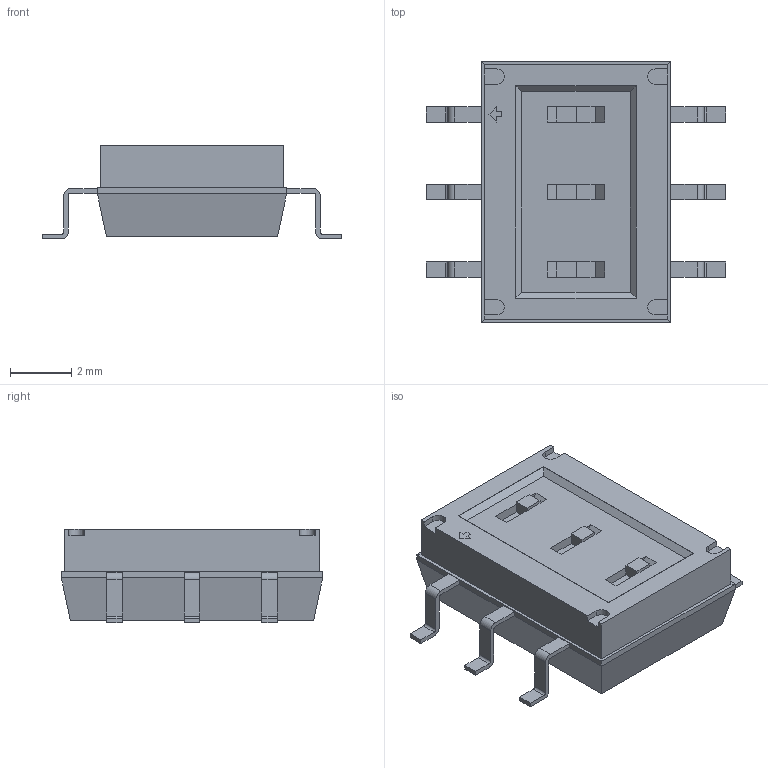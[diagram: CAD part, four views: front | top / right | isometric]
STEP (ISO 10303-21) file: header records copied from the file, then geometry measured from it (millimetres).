
FILE_DESCRIPTION(/* description */ ('model of SW_DIP_SPSTx03_Slide_Omron_A6S-310x_W8.9mm_P2.54mm'),/* implementation_level */ '2;1');
FILE_NAME(/* name */ 'SW_DIP_SPSTx03_Slide_Omron_A6S-310x_W8.9mm_P2.54mm.step',/* time_stamp */ '2018-12-27T15:13:34',/* author */ ('Terje Io','https://github.com/terjeio'),/* organization */ ('FreeCAD'),/* preprocessor_version */ 'OCC',/* originating_system */ 'kicad StepUp',/* authorisation */ '');
FILE_SCHEMA(('AUTOMOTIVE_DESIGN { 1 0 10303 214 1 1 1 1 }'));
Length unit declared in the file: millimetre
Products named in the file (1): SW_DIP_SPSTx03_Slide_Omron_A6S_310x_W89mm_P254mm
Bounding box: 9.8 x 8.56 x 3.08 mm (x, y, z)
Volume: 144.9 mm3; surface area: 215.5 mm2
Topology: 1 solids, 1 shells, 161 faces, 423 edges, 275 vertices
Faces by surface type: plane 125, cylinder 28, bspline 8
Entity records: 3291 total; most frequent: ORIENTED_EDGE 679, EDGE_CURVE 423, CARTESIAN_POINT 416, LINE 317, VERTEX_POINT 275, AXIS2_PLACEMENT_3D 187, FACE_BOUND 172, EDGE_LOOP 172
